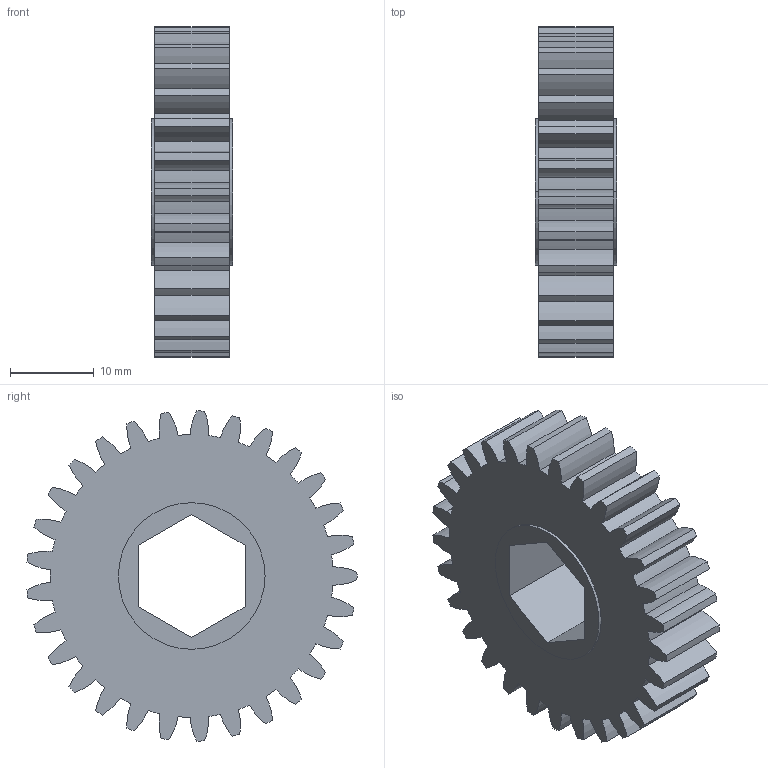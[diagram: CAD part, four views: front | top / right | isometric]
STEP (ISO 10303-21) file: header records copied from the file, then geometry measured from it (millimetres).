
FILE_DESCRIPTION (( 'STEP AP203' ), '1' );
FILE_NAME ('29.hex500.AM.STEP', '2014-06-22T03:25:19', ( '' ), ( '' ), 'SwSTEP 2.0', 'SolidWorks 2013', '' );
FILE_SCHEMA (( 'CONFIG_CONTROL_DESIGN' ));
Length unit declared in the file: inch
Products named in the file (1): 29.hex500.AM
Bounding box: 9.65 x 39.3 x 39.35 mm (x, y, z)
Volume: 8064 mm3; surface area: 4406.4 mm2
Topology: 1 solids, 1 shells, 133 faces, 387 edges, 258 vertices
Faces by surface type: cylinder 123, plane 10
Entity records: 4630 total; most frequent: DIRECTION 901, CARTESIAN_POINT 779, ORIENTED_EDGE 774, EDGE_CURVE 387, AXIS2_PLACEMENT_3D 380, VERTEX_POINT 258, CIRCLE 246, LINE 141
